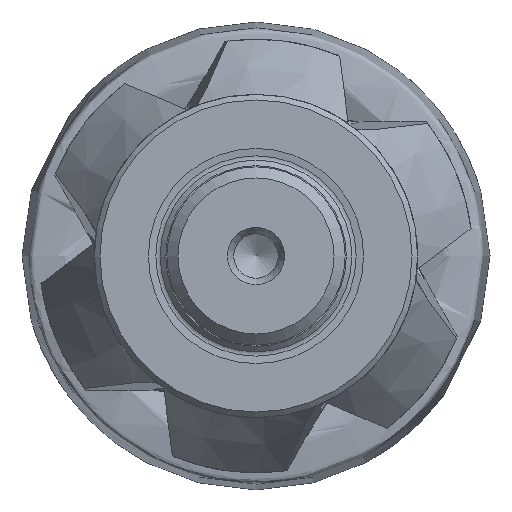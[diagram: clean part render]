
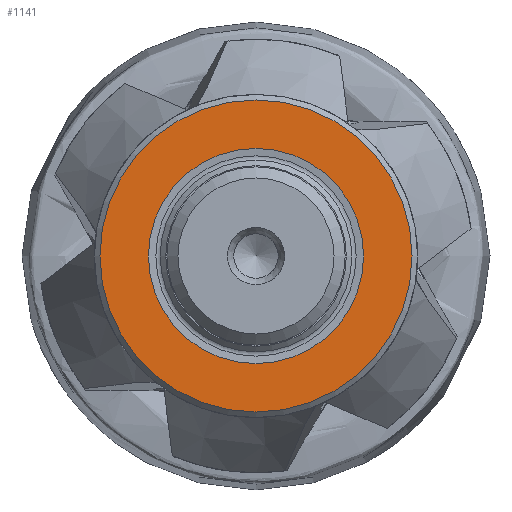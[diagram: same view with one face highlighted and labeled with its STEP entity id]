
A CAD part, left-side view. The second image highlights one B-rep face of the part: STEP entity #1141.
In plain terms, the highlighted planar face has unit normal (-1, 0, 0).
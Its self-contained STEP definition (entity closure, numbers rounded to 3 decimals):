
#98 = DIRECTION ( 'NONE',  ( -1., 0., 0. ) ) ;
#134 = DIRECTION ( 'NONE',  ( -1., 0., 0. ) ) ;
#471 = EDGE_CURVE ( 'NONE', #1160, #1160, #4236, .T. ) ;
#589 = EDGE_LOOP ( 'NONE', ( #7098 ) ) ;
#639 = CARTESIAN_POINT ( 'NONE',  ( 24., 0., 0. ) ) ;
#750 = PLANE ( 'NONE',  #2788 ) ;
#909 = AXIS2_PLACEMENT_3D ( 'NONE', #639, #134, #6399 ) ;
#1141 = ADVANCED_FACE ( 'NONE', ( #1838, #1663 ), #750, .F. ) ;
#1160 = VERTEX_POINT ( 'NONE', #3349 ) ;
#1663 = FACE_OUTER_BOUND ( 'NONE', #589, .T. ) ;
#1773 = ORIENTED_EDGE ( 'NONE', *, *, #4034, .F. ) ;
#1838 = FACE_BOUND ( 'NONE', #4196, .T. ) ;
#2788 = AXIS2_PLACEMENT_3D ( 'NONE', #6481, #3060, #7065 ) ;
#2944 = CIRCLE ( 'NONE', #4013, 9.653 ) ;
#3060 = DIRECTION ( 'NONE',  ( 1., 0., 0. ) ) ;
#3349 = CARTESIAN_POINT ( 'NONE',  ( 24., 0., 14. ) ) ;
#3525 = CARTESIAN_POINT ( 'NONE',  ( 24., 0., 0. ) ) ;
#4013 = AXIS2_PLACEMENT_3D ( 'NONE', #3525, #98, #4106 ) ;
#4034 = EDGE_CURVE ( 'NONE', #5183, #5183, #2944, .T. ) ;
#4106 = DIRECTION ( 'NONE',  ( 0., 0., 1. ) ) ;
#4196 = EDGE_LOOP ( 'NONE', ( #1773 ) ) ;
#4236 = CIRCLE ( 'NONE', #909, 14. ) ;
#4526 = CARTESIAN_POINT ( 'NONE',  ( 24., 0., 9.653 ) ) ;
#5183 = VERTEX_POINT ( 'NONE', #4526 ) ;
#6399 = DIRECTION ( 'NONE',  ( 0., 0., 1. ) ) ;
#6481 = CARTESIAN_POINT ( 'NONE',  ( 24., 9.653, 0. ) ) ;
#7065 = DIRECTION ( 'NONE',  ( 0., 0., -1. ) ) ;
#7098 = ORIENTED_EDGE ( 'NONE', *, *, #471, .T. ) ;
